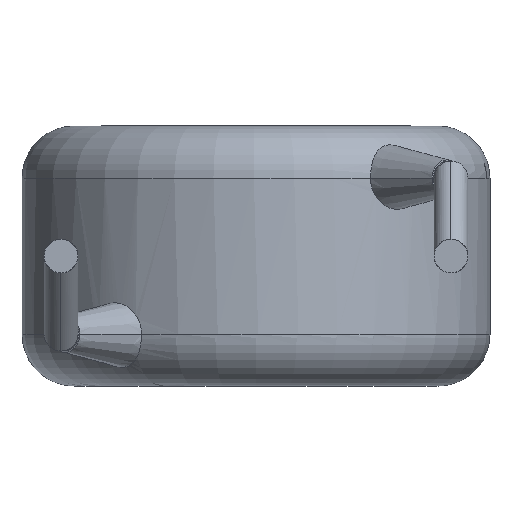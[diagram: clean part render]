
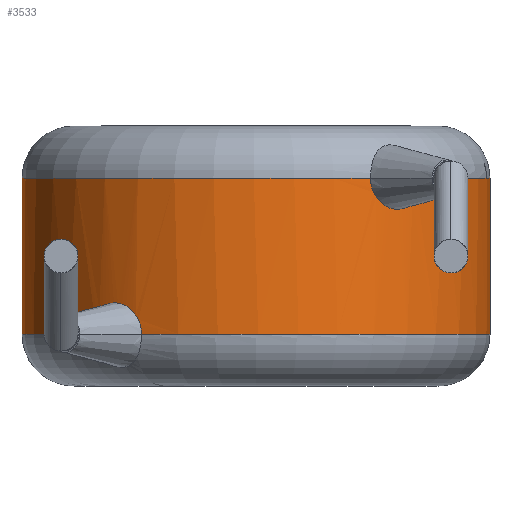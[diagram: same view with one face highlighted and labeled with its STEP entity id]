
A CAD part, front view. The second image highlights one B-rep face of the part: STEP entity #3533.
In plain terms, the highlighted cylindrical face has radius 4.5 mm (diameter 9 mm), a partial arc.
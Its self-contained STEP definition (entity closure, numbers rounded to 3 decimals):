
#5 = EDGE_CURVE ( 'NONE', #1088, #1839, #1113, .T. ) ;
#55 = EDGE_CURVE ( 'NONE', #4086, #680, #473, .T. ) ;
#66 = CARTESIAN_POINT ( 'NONE',  ( 4.5, 0., 1. ) ) ;
#115 = AXIS2_PLACEMENT_3D ( 'NONE', #2581, #343, #3242 ) ;
#152 = DIRECTION ( 'NONE',  ( 1., 0., 0. ) ) ;
#199 = CIRCLE ( 'NONE', #1090, 4.5 ) ;
#262 = CARTESIAN_POINT ( 'NONE',  ( 3.126, -3.239, 3.685 ) ) ;
#325 = EDGE_CURVE ( 'NONE', #1088, #3198, #1945, .T. ) ;
#332 = ORIENTED_EDGE ( 'NONE', *, *, #2953, .T. ) ;
#341 = CARTESIAN_POINT ( 'NONE',  ( 3.172, -3.192, 4. ) ) ;
#343 = DIRECTION ( 'NONE',  ( 0., 0., 1. ) ) ;
#425 = AXIS2_PLACEMENT_3D ( 'NONE', #1040, #3654, #1328 ) ;
#473 = B_SPLINE_CURVE_WITH_KNOTS ( 'NONE', 3,
 ( #2941, #2655, #3333, #4009, #1392, #1375, #3651, #1359, #3664, #2012 ),
 .UNSPECIFIED., .F., .F.,
 ( 4, 2, 2, 2, 4 ),
 ( 0., 0., 0.001, 0.001, 0.002 ),
 .UNSPECIFIED. ) ;
#481 = DIRECTION ( 'NONE',  ( 0., 0., -1. ) ) ;
#506 = CARTESIAN_POINT ( 'NONE',  ( 4.5, 0., 4. ) ) ;
#639 = ORIENTED_EDGE ( 'NONE', *, *, #1123, .F. ) ;
#680 = VERTEX_POINT ( 'NONE', #1919 ) ;
#930 = VERTEX_POINT ( 'NONE', #1456 ) ;
#951 = CARTESIAN_POINT ( 'NONE',  ( 2.585, -3.687, 3.398 ) ) ;
#978 = ORIENTED_EDGE ( 'NONE', *, *, #2507, .T. ) ;
#990 = DIRECTION ( 'NONE',  ( 1., 0., 0. ) ) ;
#991 = VERTEX_POINT ( 'NONE', #3062 ) ;
#1021 = DIRECTION ( 'NONE',  ( 0., 0., -1. ) ) ;
#1040 = CARTESIAN_POINT ( 'NONE',  ( 0., 0., 5. ) ) ;
#1088 = VERTEX_POINT ( 'NONE', #506 ) ;
#1090 = AXIS2_PLACEMENT_3D ( 'NONE', #3938, #3605, #990 ) ;
#1113 = LINE ( 'NONE', #3882, #3914 ) ;
#1123 = EDGE_CURVE ( 'NONE', #3643, #3198, #3728, .T. ) ;
#1232 = CARTESIAN_POINT ( 'NONE',  ( 2.957, -3.394, 3.461 ) ) ;
#1328 = DIRECTION ( 'NONE',  ( -1., 0., 0. ) ) ;
#1359 = CARTESIAN_POINT ( 'NONE',  ( -3.126, -3.239, 1.315 ) ) ;
#1366 = CIRCLE ( 'NONE', #3898, 4.5 ) ;
#1375 = CARTESIAN_POINT ( 'NONE',  ( -2.838, -3.496, 1.602 ) ) ;
#1392 = CARTESIAN_POINT ( 'NONE',  ( -2.585, -3.687, 1.602 ) ) ;
#1456 = CARTESIAN_POINT ( 'NONE',  ( -4.5, 0., 1. ) ) ;
#1489 = DIRECTION ( 'NONE',  ( 0., 0., 1. ) ) ;
#1515 = DIRECTION ( 'NONE',  ( 1., 0., 0. ) ) ;
#1553 = CARTESIAN_POINT ( 'NONE',  ( 3.172, -3.192, 3.84 ) ) ;
#1565 = CARTESIAN_POINT ( 'NONE',  ( 3.172, -3.192, 4. ) ) ;
#1839 = VERTEX_POINT ( 'NONE', #66 ) ;
#1919 = CARTESIAN_POINT ( 'NONE',  ( -3.172, -3.192, 1. ) ) ;
#1945 = CIRCLE ( 'NONE', #3868, 4.5 ) ;
#2012 = CARTESIAN_POINT ( 'NONE',  ( -3.172, -3.192, 1. ) ) ;
#2059 = CARTESIAN_POINT ( 'NONE',  ( -2.202, -3.925, 1. ) ) ;
#2258 = CARTESIAN_POINT ( 'NONE',  ( -4.5, 0., 5. ) ) ;
#2270 = ORIENTED_EDGE ( 'NONE', *, *, #325, .T. ) ;
#2456 = CIRCLE ( 'NONE', #115, 4.5 ) ;
#2507 = EDGE_CURVE ( 'NONE', #930, #680, #2456, .T. ) ;
#2550 = DIRECTION ( 'NONE',  ( 0., 0., -1. ) ) ;
#2581 = CARTESIAN_POINT ( 'NONE',  ( 0., 0., 1. ) ) ;
#2587 = ORIENTED_EDGE ( 'NONE', *, *, #3336, .T. ) ;
#2655 = CARTESIAN_POINT ( 'NONE',  ( -2.202, -3.925, 1.16 ) ) ;
#2706 = CARTESIAN_POINT ( 'NONE',  ( 0., 0., 4. ) ) ;
#2733 = CYLINDRICAL_SURFACE ( 'NONE', #425, 4.5 ) ;
#2815 = CARTESIAN_POINT ( 'NONE',  ( 2.202, -3.925, 4. ) ) ;
#2828 = CARTESIAN_POINT ( 'NONE',  ( 2.838, -3.496, 3.398 ) ) ;
#2849 = CARTESIAN_POINT ( 'NONE',  ( 2.453, -3.774, 3.463 ) ) ;
#2859 = EDGE_CURVE ( 'NONE', #3643, #991, #199, .T. ) ;
#2917 = VECTOR ( 'NONE', #1021, 1000. ) ;
#2941 = CARTESIAN_POINT ( 'NONE',  ( -2.202, -3.925, 1. ) ) ;
#2953 = EDGE_CURVE ( 'NONE', #991, #930, #3866, .T. ) ;
#3046 = ORIENTED_EDGE ( 'NONE', *, *, #55, .F. ) ;
#3062 = CARTESIAN_POINT ( 'NONE',  ( -4.5, 0., 4. ) ) ;
#3198 = VERTEX_POINT ( 'NONE', #341 ) ;
#3202 = CARTESIAN_POINT ( 'NONE',  ( 2.261, -3.892, 3.684 ) ) ;
#3242 = DIRECTION ( 'NONE',  ( 1., 0., 0. ) ) ;
#3324 = ORIENTED_EDGE ( 'NONE', *, *, #2859, .T. ) ;
#3333 = CARTESIAN_POINT ( 'NONE',  ( -2.261, -3.892, 1.316 ) ) ;
#3336 = EDGE_CURVE ( 'NONE', #4086, #1839, #1366, .T. ) ;
#3440 = CARTESIAN_POINT ( 'NONE',  ( 2.202, -3.925, 4. ) ) ;
#3475 = ORIENTED_EDGE ( 'NONE', *, *, #5, .F. ) ;
#3501 = CARTESIAN_POINT ( 'NONE',  ( 2.202, -3.925, 3.84 ) ) ;
#3533 = ADVANCED_FACE ( 'NONE', ( #3777 ), #2733, .T. ) ;
#3605 = DIRECTION ( 'NONE',  ( 0., 0., -1. ) ) ;
#3643 = VERTEX_POINT ( 'NONE', #3440 ) ;
#3651 = CARTESIAN_POINT ( 'NONE',  ( -2.957, -3.394, 1.539 ) ) ;
#3654 = DIRECTION ( 'NONE',  ( 0., 0., -1. ) ) ;
#3664 = CARTESIAN_POINT ( 'NONE',  ( -3.172, -3.192, 1.16 ) ) ;
#3728 = B_SPLINE_CURVE_WITH_KNOTS ( 'NONE', 3,
 ( #2815, #3501, #3202, #2849, #951, #2828, #1232, #262, #1553, #1565 ),
 .UNSPECIFIED., .F., .F.,
 ( 4, 2, 2, 2, 4 ),
 ( 0., 0., 0.001, 0.001, 0.002 ),
 .UNSPECIFIED. ) ;
#3777 = FACE_OUTER_BOUND ( 'NONE', #3937, .T. ) ;
#3866 = LINE ( 'NONE', #2258, #2917 ) ;
#3868 = AXIS2_PLACEMENT_3D ( 'NONE', #2706, #481, #152 ) ;
#3882 = CARTESIAN_POINT ( 'NONE',  ( 4.5, 0., 5. ) ) ;
#3898 = AXIS2_PLACEMENT_3D ( 'NONE', #4126, #1489, #1515 ) ;
#3914 = VECTOR ( 'NONE', #2550, 1000. ) ;
#3937 = EDGE_LOOP ( 'NONE', ( #3475, #2270, #639, #3324, #332, #978, #3046, #2587 ) ) ;
#3938 = CARTESIAN_POINT ( 'NONE',  ( 0., 0., 4. ) ) ;
#4009 = CARTESIAN_POINT ( 'NONE',  ( -2.453, -3.774, 1.537 ) ) ;
#4086 = VERTEX_POINT ( 'NONE', #2059 ) ;
#4126 = CARTESIAN_POINT ( 'NONE',  ( 0., 0., 1. ) ) ;
